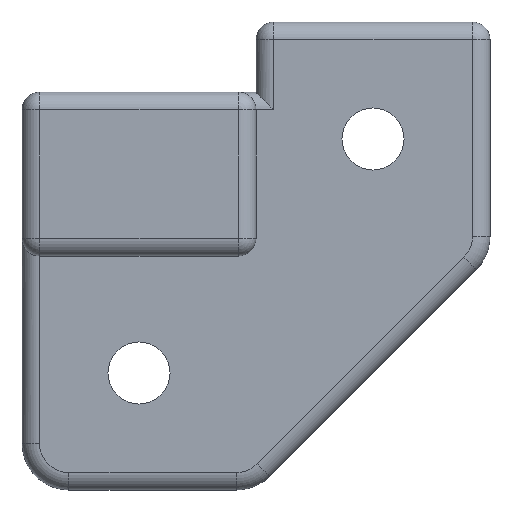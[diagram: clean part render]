
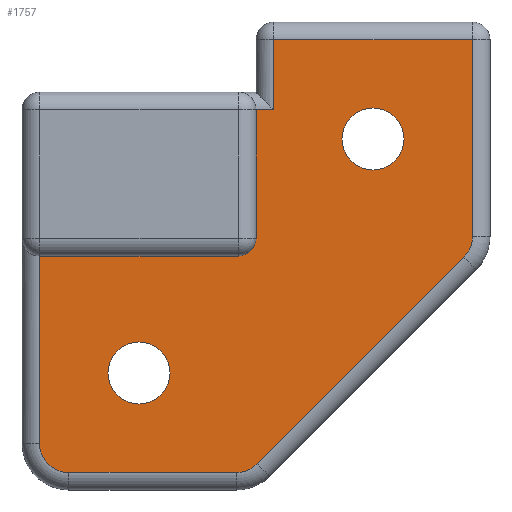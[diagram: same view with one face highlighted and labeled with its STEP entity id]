
A CAD part, front view. The second image highlights one B-rep face of the part: STEP entity #1757.
In plain terms, the highlighted planar face has unit normal (0, -1, 0).
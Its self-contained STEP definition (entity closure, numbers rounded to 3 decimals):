
#29 = VERTEX_POINT ( 'NONE', #257 ) ;
#32 = LINE ( 'NONE', #1313, #84 ) ;
#47 = VECTOR ( 'NONE', #773, 1000. ) ;
#58 = LINE ( 'NONE', #361, #687 ) ;
#63 = CARTESIAN_POINT ( 'NONE',  ( 41.5, 20., 12.5 ) ) ;
#84 = VECTOR ( 'NONE', #1951, 1000. ) ;
#99 = CARTESIAN_POINT ( 'NONE',  ( 58.5, 20., 18.5 ) ) ;
#130 = LINE ( 'NONE', #1720, #47 ) ;
#142 = CIRCLE ( 'NONE', #613, 2.65 ) ;
#144 = EDGE_CURVE ( 'NONE', #1155, #1531, #1793, .T. ) ;
#146 = FACE_BOUND ( 'NONE', #766, .T. ) ;
#156 = EDGE_CURVE ( 'NONE', #29, #1808, #504, .T. ) ;
#158 = CARTESIAN_POINT ( 'NONE',  ( 38.5, 20., 1.5 ) ) ;
#159 = DIRECTION ( 'NONE',  ( 0., 0., 1. ) ) ;
#163 = ORIENTED_EDGE ( 'NONE', *, *, #1320, .F. ) ;
#201 = DIRECTION ( 'NONE',  ( 0., 0., 1. ) ) ;
#202 = ORIENTED_EDGE ( 'NONE', *, *, #802, .T. ) ;
#225 = EDGE_CURVE ( 'NONE', #1602, #1139, #818, .T. ) ;
#237 = CARTESIAN_POINT ( 'NONE',  ( 40., 20., 12.5 ) ) ;
#256 = VECTOR ( 'NONE', #827, 1000. ) ;
#257 = CARTESIAN_POINT ( 'NONE',  ( 57.768, 20., -0.111 ) ) ;
#259 = DIRECTION ( 'NONE',  ( 0., 0., -1. ) ) ;
#270 = EDGE_CURVE ( 'NONE', #1569, #1602, #418, .T. ) ;
#286 = CIRCLE ( 'NONE', #1614, 2.65 ) ;
#311 = CARTESIAN_POINT ( 'NONE',  ( 38.5, 20., 0. ) ) ;
#322 = DIRECTION ( 'NONE',  ( 0., -1., 0. ) ) ;
#361 = CARTESIAN_POINT ( 'NONE',  ( 40., 20., -18.5 ) ) ;
#363 = CIRCLE ( 'NONE', #1491, 1.5 ) ;
#377 = VERTEX_POINT ( 'NONE', #1496 ) ;
#387 = VECTOR ( 'NONE', #740, 1000. ) ;
#395 = VERTEX_POINT ( 'NONE', #726 ) ;
#414 = EDGE_CURVE ( 'NONE', #1808, #1557, #1682, .T. ) ;
#418 = CIRCLE ( 'NONE', #1152, 2.5 ) ;
#452 = AXIS2_PLACEMENT_3D ( 'NONE', #742, #593, #1042 ) ;
#462 = VERTEX_POINT ( 'NONE', #311 ) ;
#477 = FACE_OUTER_BOUND ( 'NONE', #1805, .T. ) ;
#492 = ORIENTED_EDGE ( 'NONE', *, *, #1016, .F. ) ;
#495 = CARTESIAN_POINT ( 'NONE',  ( 40., 20., 12.5 ) ) ;
#500 = LINE ( 'NONE', #1329, #256 ) ;
#504 = LINE ( 'NONE', #1915, #1410 ) ;
#505 = VERTEX_POINT ( 'NONE', #1067 ) ;
#523 = ORIENTED_EDGE ( 'NONE', *, *, #414, .F. ) ;
#536 = EDGE_CURVE ( 'NONE', #1464, #29, #581, .T. ) ;
#581 = CIRCLE ( 'NONE', #1218, 2.5 ) ;
#584 = ORIENTED_EDGE ( 'NONE', *, *, #1643, .F. ) ;
#593 = DIRECTION ( 'NONE',  ( 0., -1., 0. ) ) ;
#595 = EDGE_CURVE ( 'NONE', #395, #377, #286, .T. ) ;
#596 = DIRECTION ( 'NONE',  ( 0., 1., 0. ) ) ;
#613 = AXIS2_PLACEMENT_3D ( 'NONE', #1219, #1845, #1356 ) ;
#616 = ORIENTED_EDGE ( 'NONE', *, *, #737, .F. ) ;
#621 = FACE_BOUND ( 'NONE', #1698, .T. ) ;
#671 = CARTESIAN_POINT ( 'NONE',  ( 24., 20., -16. ) ) ;
#687 = VECTOR ( 'NONE', #1501, 1000. ) ;
#695 = ORIENTED_EDGE ( 'NONE', *, *, #1146, .F. ) ;
#712 = EDGE_CURVE ( 'NONE', #1531, #1027, #1031, .T. ) ;
#719 = AXIS2_PLACEMENT_3D ( 'NONE', #1581, #1429, #2062 ) ;
#724 = CIRCLE ( 'NONE', #1555, 2.65 ) ;
#726 = CARTESIAN_POINT ( 'NONE',  ( 30., 20., -12.65 ) ) ;
#737 = EDGE_CURVE ( 'NONE', #1302, #505, #142, .T. ) ;
#740 = DIRECTION ( 'NONE',  ( 0., 0., 1. ) ) ;
#742 = CARTESIAN_POINT ( 'NONE',  ( 50., 20., 10. ) ) ;
#766 = EDGE_LOOP ( 'NONE', ( #695, #616 ) ) ;
#773 = DIRECTION ( 'NONE',  ( 1., 0., 0. ) ) ;
#787 = VECTOR ( 'NONE', #259, 1000. ) ;
#794 = CARTESIAN_POINT ( 'NONE',  ( 56., 20., 1.657 ) ) ;
#801 = DIRECTION ( 'NONE',  ( 0., 0., 1. ) ) ;
#802 = EDGE_CURVE ( 'NONE', #1155, #1890, #1050, .T. ) ;
#812 = CARTESIAN_POINT ( 'NONE',  ( 58.5, 20., 1.657 ) ) ;
#818 = LINE ( 'NONE', #1486, #1786 ) ;
#827 = DIRECTION ( 'NONE',  ( 0., 0., -1. ) ) ;
#860 = ORIENTED_EDGE ( 'NONE', *, *, #225, .F. ) ;
#910 = VECTOR ( 'NONE', #1309, 1000. ) ;
#975 = ORIENTED_EDGE ( 'NONE', *, *, #536, .F. ) ;
#977 = ORIENTED_EDGE ( 'NONE', *, *, #1871, .F. ) ;
#1003 = DIRECTION ( 'NONE',  ( 0., 0., 1. ) ) ;
#1016 = EDGE_CURVE ( 'NONE', #1557, #1569, #58, .T. ) ;
#1027 = VERTEX_POINT ( 'NONE', #1789 ) ;
#1031 = LINE ( 'NONE', #1836, #387 ) ;
#1042 = DIRECTION ( 'NONE',  ( 0., 0., 1. ) ) ;
#1050 = LINE ( 'NONE', #1687, #787 ) ;
#1067 = CARTESIAN_POINT ( 'NONE',  ( 50., 20., 12.65 ) ) ;
#1100 = PLANE ( 'NONE',  #719 ) ;
#1134 = VERTEX_POINT ( 'NONE', #99 ) ;
#1139 = VERTEX_POINT ( 'NONE', #1862 ) ;
#1146 = EDGE_CURVE ( 'NONE', #505, #1302, #1457, .T. ) ;
#1152 = AXIS2_PLACEMENT_3D ( 'NONE', #671, #1633, #1820 ) ;
#1155 = VERTEX_POINT ( 'NONE', #237 ) ;
#1157 = CARTESIAN_POINT ( 'NONE',  ( 40.111, 20., -17.768 ) ) ;
#1159 = DIRECTION ( 'NONE',  ( 0., -1., 0. ) ) ;
#1193 = CARTESIAN_POINT ( 'NONE',  ( 38.343, 20., -16. ) ) ;
#1196 = ORIENTED_EDGE ( 'NONE', *, *, #1407, .F. ) ;
#1199 = CARTESIAN_POINT ( 'NONE',  ( 21.5, 20., -16. ) ) ;
#1218 = AXIS2_PLACEMENT_3D ( 'NONE', #794, #596, #159 ) ;
#1219 = CARTESIAN_POINT ( 'NONE',  ( 50., 20., 10. ) ) ;
#1278 = CARTESIAN_POINT ( 'NONE',  ( 50., 20., 7.35 ) ) ;
#1302 = VERTEX_POINT ( 'NONE', #1278 ) ;
#1304 = CARTESIAN_POINT ( 'NONE',  ( 30., 20., -10. ) ) ;
#1309 = DIRECTION ( 'NONE',  ( 1., 0., 0. ) ) ;
#1313 = CARTESIAN_POINT ( 'NONE',  ( 40., 20., 0. ) ) ;
#1320 = EDGE_CURVE ( 'NONE', #1027, #1134, #130, .T. ) ;
#1329 = CARTESIAN_POINT ( 'NONE',  ( 58.5, 20., 0. ) ) ;
#1354 = ORIENTED_EDGE ( 'NONE', *, *, #144, .F. ) ;
#1356 = DIRECTION ( 'NONE',  ( 0., 0., 1. ) ) ;
#1407 = EDGE_CURVE ( 'NONE', #377, #395, #724, .T. ) ;
#1410 = VECTOR ( 'NONE', #1604, 1000. ) ;
#1414 = ORIENTED_EDGE ( 'NONE', *, *, #156, .F. ) ;
#1429 = DIRECTION ( 'NONE',  ( 0., 1., 0. ) ) ;
#1445 = EDGE_CURVE ( 'NONE', #1134, #1464, #500, .T. ) ;
#1457 = CIRCLE ( 'NONE', #452, 2.65 ) ;
#1464 = VERTEX_POINT ( 'NONE', #812 ) ;
#1486 = CARTESIAN_POINT ( 'NONE',  ( 21.5, 20., 0. ) ) ;
#1491 = AXIS2_PLACEMENT_3D ( 'NONE', #158, #322, #801 ) ;
#1494 = DIRECTION ( 'NONE',  ( 0., -1., 0. ) ) ;
#1496 = CARTESIAN_POINT ( 'NONE',  ( 30., 20., -7.35 ) ) ;
#1501 = DIRECTION ( 'NONE',  ( -1., 0., 0. ) ) ;
#1520 = ORIENTED_EDGE ( 'NONE', *, *, #1445, .F. ) ;
#1531 = VERTEX_POINT ( 'NONE', #63 ) ;
#1538 = CARTESIAN_POINT ( 'NONE',  ( 40., 20., 1.5 ) ) ;
#1544 = ORIENTED_EDGE ( 'NONE', *, *, #595, .F. ) ;
#1555 = AXIS2_PLACEMENT_3D ( 'NONE', #1813, #1494, #1933 ) ;
#1557 = VERTEX_POINT ( 'NONE', #2006 ) ;
#1569 = VERTEX_POINT ( 'NONE', #1666 ) ;
#1581 = CARTESIAN_POINT ( 'NONE',  ( 40., 20., 0. ) ) ;
#1602 = VERTEX_POINT ( 'NONE', #1199 ) ;
#1604 = DIRECTION ( 'NONE',  ( -0.707, 0., -0.707 ) ) ;
#1614 = AXIS2_PLACEMENT_3D ( 'NONE', #1304, #1159, #1003 ) ;
#1633 = DIRECTION ( 'NONE',  ( 0., 1., 0. ) ) ;
#1643 = EDGE_CURVE ( 'NONE', #462, #1890, #363, .T. ) ;
#1666 = CARTESIAN_POINT ( 'NONE',  ( 24., 20., -18.5 ) ) ;
#1671 = DIRECTION ( 'NONE',  ( 0., 0., 1. ) ) ;
#1682 = CIRCLE ( 'NONE', #1916, 2.5 ) ;
#1684 = ORIENTED_EDGE ( 'NONE', *, *, #712, .F. ) ;
#1687 = CARTESIAN_POINT ( 'NONE',  ( 40., 20., 14. ) ) ;
#1698 = EDGE_LOOP ( 'NONE', ( #1196, #1544 ) ) ;
#1720 = CARTESIAN_POINT ( 'NONE',  ( 60., 20., 18.5 ) ) ;
#1757 = ADVANCED_FACE ( 'NONE', ( #477, #621, #146 ), #1100, .F. ) ;
#1786 = VECTOR ( 'NONE', #201, 1000. ) ;
#1789 = CARTESIAN_POINT ( 'NONE',  ( 41.5, 20., 18.5 ) ) ;
#1793 = LINE ( 'NONE', #495, #910 ) ;
#1805 = EDGE_LOOP ( 'NONE', ( #202, #584, #977, #860, #2059, #492, #523, #1414, #975, #1520, #163, #1684, #1354 ) ) ;
#1808 = VERTEX_POINT ( 'NONE', #1157 ) ;
#1813 = CARTESIAN_POINT ( 'NONE',  ( 30., 20., -10. ) ) ;
#1820 = DIRECTION ( 'NONE',  ( 0., 0., 1. ) ) ;
#1832 = DIRECTION ( 'NONE',  ( 0., 1., 0. ) ) ;
#1836 = CARTESIAN_POINT ( 'NONE',  ( 41.5, 20., 20. ) ) ;
#1845 = DIRECTION ( 'NONE',  ( 0., -1., 0. ) ) ;
#1862 = CARTESIAN_POINT ( 'NONE',  ( 21.5, 20., 0. ) ) ;
#1871 = EDGE_CURVE ( 'NONE', #1139, #462, #32, .T. ) ;
#1890 = VERTEX_POINT ( 'NONE', #1538 ) ;
#1915 = CARTESIAN_POINT ( 'NONE',  ( 48.939, 20., -8.939 ) ) ;
#1916 = AXIS2_PLACEMENT_3D ( 'NONE', #1193, #1832, #1671 ) ;
#1933 = DIRECTION ( 'NONE',  ( 0., 0., 1. ) ) ;
#1951 = DIRECTION ( 'NONE',  ( 1., 0., 0. ) ) ;
#2006 = CARTESIAN_POINT ( 'NONE',  ( 38.343, 20., -18.5 ) ) ;
#2059 = ORIENTED_EDGE ( 'NONE', *, *, #270, .F. ) ;
#2062 = DIRECTION ( 'NONE',  ( 0., 0., 1. ) ) ;
